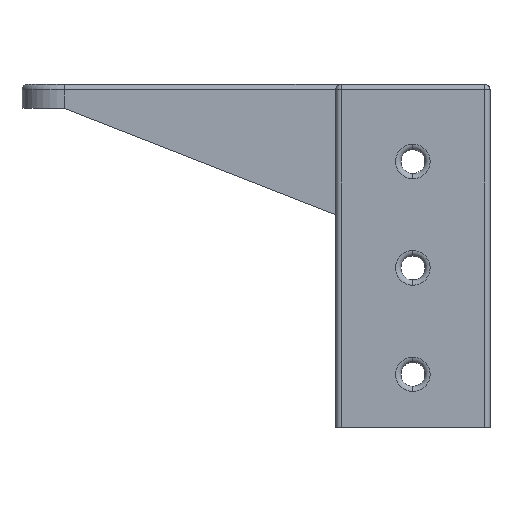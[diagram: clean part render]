
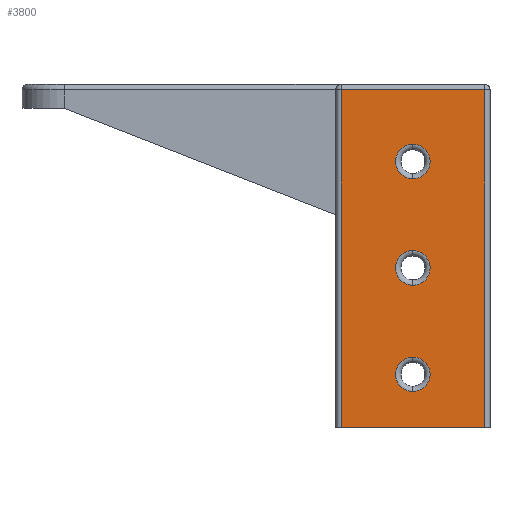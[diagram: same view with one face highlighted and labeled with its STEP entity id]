
A CAD part, left-side view. The second image highlights one B-rep face of the part: STEP entity #3800.
In plain terms, the highlighted planar face has unit normal (-1, 0, 0).
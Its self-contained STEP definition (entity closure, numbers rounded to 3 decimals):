
#93 = FACE_BOUND ( 'NONE', #2588, .T. ) ;
#102 = ORIENTED_EDGE ( 'NONE', *, *, #3016, .F. ) ;
#105 = DIRECTION ( 'NONE',  ( 0., 0., -1. ) ) ;
#126 = VECTOR ( 'NONE', #3991, 1000. ) ;
#173 = EDGE_LOOP ( 'NONE', ( #1131, #490 ) ) ;
#193 = DIRECTION ( 'NONE',  ( -1., 0., 0. ) ) ;
#261 = DIRECTION ( 'NONE',  ( -1., 0., 0. ) ) ;
#327 = CARTESIAN_POINT ( 'NONE',  ( 24.5, 10., -53.25 ) ) ;
#490 = ORIENTED_EDGE ( 'NONE', *, *, #3481, .F. ) ;
#526 = VERTEX_POINT ( 'NONE', #327 ) ;
#597 = DIRECTION ( 'NONE',  ( 0., 1., 0. ) ) ;
#690 = CARTESIAN_POINT ( 'NONE',  ( 24.5, -3.5, 3.5 ) ) ;
#727 = DIRECTION ( 'NONE',  ( -1., 0., 0. ) ) ;
#762 = CARTESIAN_POINT ( 'NONE',  ( 24.5, -3.5, -60. ) ) ;
#816 = CIRCLE ( 'NONE', #1944, 3.25 ) ;
#905 = LINE ( 'NONE', #762, #1828 ) ;
#996 = VERTEX_POINT ( 'NONE', #4085 ) ;
#1059 = LINE ( 'NONE', #1646, #126 ) ;
#1131 = ORIENTED_EDGE ( 'NONE', *, *, #2771, .F. ) ;
#1132 = EDGE_CURVE ( 'NONE', #2537, #3062, #4350, .T. ) ;
#1161 = CARTESIAN_POINT ( 'NONE',  ( 24.5, 10., -30. ) ) ;
#1199 = CARTESIAN_POINT ( 'NONE',  ( 24.5, 23.5, 0. ) ) ;
#1258 = CARTESIAN_POINT ( 'NONE',  ( 24.5, 23.5, 3.5 ) ) ;
#1291 = CARTESIAN_POINT ( 'NONE',  ( 24.5, 10., -26.75 ) ) ;
#1303 = ORIENTED_EDGE ( 'NONE', *, *, #1132, .F. ) ;
#1317 = VECTOR ( 'NONE', #2379, 1000. ) ;
#1342 = CIRCLE ( 'NONE', #1751, 3.25 ) ;
#1397 = VECTOR ( 'NONE', #597, 1000. ) ;
#1449 = PLANE ( 'NONE',  #4511 ) ;
#1468 = AXIS2_PLACEMENT_3D ( 'NONE', #1161, #2301, #3075 ) ;
#1475 = VERTEX_POINT ( 'NONE', #690 ) ;
#1517 = CARTESIAN_POINT ( 'NONE',  ( 24.5, 10., -46.75 ) ) ;
#1531 = EDGE_CURVE ( 'NONE', #526, #4102, #2259, .T. ) ;
#1550 = CARTESIAN_POINT ( 'NONE',  ( 24.5, 10., -13.25 ) ) ;
#1646 = CARTESIAN_POINT ( 'NONE',  ( 24.5, -3.5, 3.5 ) ) ;
#1657 = DIRECTION ( 'NONE',  ( 0., 0., -1. ) ) ;
#1718 = DIRECTION ( 'NONE',  ( 0., 0., -1. ) ) ;
#1739 = CARTESIAN_POINT ( 'NONE',  ( 24.5, 10., -50. ) ) ;
#1751 = AXIS2_PLACEMENT_3D ( 'NONE', #2045, #4764, #2425 ) ;
#1828 = VECTOR ( 'NONE', #2342, 1000. ) ;
#1883 = ORIENTED_EDGE ( 'NONE', *, *, #1531, .F. ) ;
#1894 = EDGE_CURVE ( 'NONE', #4102, #526, #2960, .T. ) ;
#1944 = AXIS2_PLACEMENT_3D ( 'NONE', #4799, #2462, #105 ) ;
#1962 = EDGE_LOOP ( 'NONE', ( #1303, #2814 ) ) ;
#2045 = CARTESIAN_POINT ( 'NONE',  ( 24.5, 10., -10. ) ) ;
#2066 = FACE_BOUND ( 'NONE', #173, .T. ) ;
#2088 = CARTESIAN_POINT ( 'NONE',  ( 24.5, 10., -6.75 ) ) ;
#2144 = VERTEX_POINT ( 'NONE', #4274 ) ;
#2259 = CIRCLE ( 'NONE', #4188, 3.25 ) ;
#2301 = DIRECTION ( 'NONE',  ( -1., 0., 0. ) ) ;
#2342 = DIRECTION ( 'NONE',  ( 0., 0., -1. ) ) ;
#2347 = LINE ( 'NONE', #1199, #1317 ) ;
#2379 = DIRECTION ( 'NONE',  ( 0., 0., 1. ) ) ;
#2425 = DIRECTION ( 'NONE',  ( 0., 0., -1. ) ) ;
#2462 = DIRECTION ( 'NONE',  ( -1., 0., 0. ) ) ;
#2502 = DIRECTION ( 'NONE',  ( -1., 0., 0. ) ) ;
#2537 = VERTEX_POINT ( 'NONE', #4386 ) ;
#2588 = EDGE_LOOP ( 'NONE', ( #1883, #2692 ) ) ;
#2619 = CARTESIAN_POINT ( 'NONE',  ( 24.5, 0., 0. ) ) ;
#2692 = ORIENTED_EDGE ( 'NONE', *, *, #1894, .F. ) ;
#2771 = EDGE_CURVE ( 'NONE', #4148, #3071, #5042, .T. ) ;
#2814 = ORIENTED_EDGE ( 'NONE', *, *, #3053, .F. ) ;
#2928 = EDGE_CURVE ( 'NONE', #996, #3485, #2347, .T. ) ;
#2931 = EDGE_LOOP ( 'NONE', ( #4946, #3456, #102, #3241 ) ) ;
#2951 = AXIS2_PLACEMENT_3D ( 'NONE', #1739, #2502, #1718 ) ;
#2960 = CIRCLE ( 'NONE', #2951, 3.25 ) ;
#3010 = DIRECTION ( 'NONE',  ( 0., 0., -1. ) ) ;
#3016 = EDGE_CURVE ( 'NONE', #3485, #1475, #1059, .T. ) ;
#3053 = EDGE_CURVE ( 'NONE', #3062, #2537, #816, .T. ) ;
#3062 = VERTEX_POINT ( 'NONE', #1291 ) ;
#3071 = VERTEX_POINT ( 'NONE', #2088 ) ;
#3075 = DIRECTION ( 'NONE',  ( 0., 0., -1. ) ) ;
#3079 = CARTESIAN_POINT ( 'NONE',  ( 24.5, 10., -10. ) ) ;
#3102 = FACE_OUTER_BOUND ( 'NONE', #2931, .T. ) ;
#3202 = EDGE_CURVE ( 'NONE', #2144, #996, #3598, .T. ) ;
#3241 = ORIENTED_EDGE ( 'NONE', *, *, #2928, .F. ) ;
#3340 = AXIS2_PLACEMENT_3D ( 'NONE', #3079, #727, #3468 ) ;
#3344 = CARTESIAN_POINT ( 'NONE',  ( 24.5, -4.5, -60. ) ) ;
#3379 = EDGE_CURVE ( 'NONE', #1475, #2144, #905, .T. ) ;
#3456 = ORIENTED_EDGE ( 'NONE', *, *, #3379, .F. ) ;
#3468 = DIRECTION ( 'NONE',  ( 0., 0., -1. ) ) ;
#3481 = EDGE_CURVE ( 'NONE', #3071, #4148, #1342, .T. ) ;
#3485 = VERTEX_POINT ( 'NONE', #1258 ) ;
#3598 = LINE ( 'NONE', #3344, #1397 ) ;
#3800 = ADVANCED_FACE ( 'NONE', ( #93, #4130, #2066, #3102 ), #1449, .T. ) ;
#3991 = DIRECTION ( 'NONE',  ( 0., -1., 0. ) ) ;
#4041 = CARTESIAN_POINT ( 'NONE',  ( 24.5, 10., -50. ) ) ;
#4085 = CARTESIAN_POINT ( 'NONE',  ( 24.5, 23.5, -60. ) ) ;
#4102 = VERTEX_POINT ( 'NONE', #1517 ) ;
#4130 = FACE_BOUND ( 'NONE', #1962, .T. ) ;
#4148 = VERTEX_POINT ( 'NONE', #1550 ) ;
#4188 = AXIS2_PLACEMENT_3D ( 'NONE', #4041, #193, #1657 ) ;
#4274 = CARTESIAN_POINT ( 'NONE',  ( 24.5, -3.5, -60. ) ) ;
#4350 = CIRCLE ( 'NONE', #1468, 3.25 ) ;
#4386 = CARTESIAN_POINT ( 'NONE',  ( 24.5, 10., -33.25 ) ) ;
#4511 = AXIS2_PLACEMENT_3D ( 'NONE', #2619, #261, #3010 ) ;
#4764 = DIRECTION ( 'NONE',  ( -1., 0., 0. ) ) ;
#4799 = CARTESIAN_POINT ( 'NONE',  ( 24.5, 10., -30. ) ) ;
#4946 = ORIENTED_EDGE ( 'NONE', *, *, #3202, .F. ) ;
#5042 = CIRCLE ( 'NONE', #3340, 3.25 ) ;
